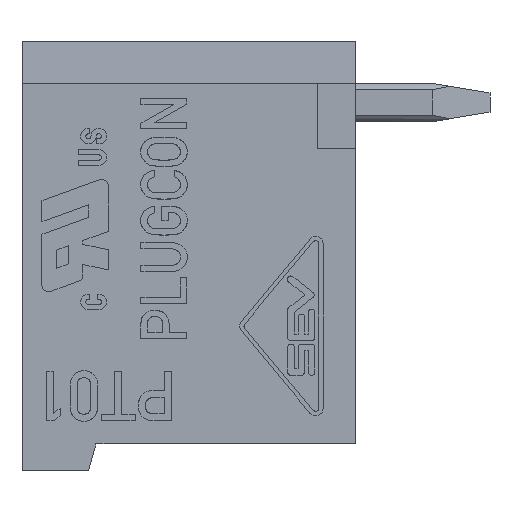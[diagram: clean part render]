
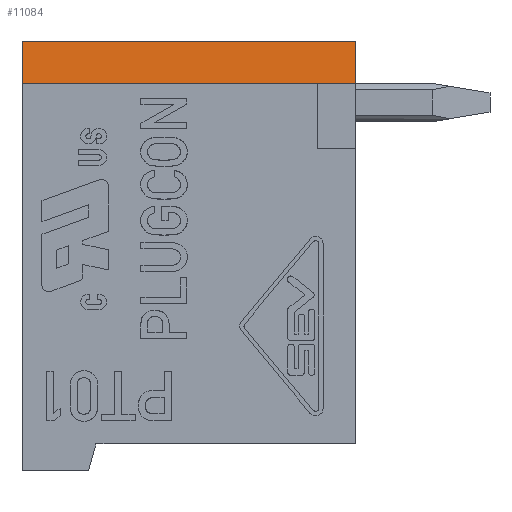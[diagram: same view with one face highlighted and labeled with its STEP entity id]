
A CAD part, left-side view. The second image highlights one B-rep face of the part: STEP entity #11084.
In plain terms, the highlighted planar face has unit normal (-0.996, 0, 0.087).
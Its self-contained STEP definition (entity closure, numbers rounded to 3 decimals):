
#1107=DIRECTION('',(0.,-1.,0.));
#1108=VECTOR('',#1107,7.7);
#1109=CARTESIAN_POINT('',(-8.396,5.6,-1.1));
#1110=LINE('',#1109,#1108);
#1115=DIRECTION('',(0.,1.,0.));
#1116=VECTOR('',#1115,1.);
#1117=CARTESIAN_POINT('',(-8.396,-3.1,-1.1));
#1118=LINE('',#1117,#1116);
#1119=DIRECTION('',(-0.087,0.,-0.996));
#1120=VECTOR('',#1119,1.104);
#1121=CARTESIAN_POINT('',(-8.3,-3.1,0.));
#1122=LINE('',#1121,#1120);
#1207=DIRECTION('',(-0.087,0.,-0.996));
#1208=VECTOR('',#1207,1.104);
#1209=CARTESIAN_POINT('',(-8.3,5.6,0.));
#1210=LINE('',#1209,#1208);
#1686=DIRECTION('',(0.,-1.,0.));
#1687=VECTOR('',#1686,8.7);
#1688=CARTESIAN_POINT('',(-8.3,5.6,0.));
#1689=LINE('',#1688,#1687);
#8626=CARTESIAN_POINT('',(-8.3,5.6,0.));
#8627=CARTESIAN_POINT('',(-8.396,5.6,-1.1));
#8628=VERTEX_POINT('',#8626);
#8629=VERTEX_POINT('',#8627);
#8632=CARTESIAN_POINT('',(-8.3,-3.1,0.));
#8633=VERTEX_POINT('',#8632);
#10087=CARTESIAN_POINT('',(-8.396,-3.1,-1.1));
#10088=VERTEX_POINT('',#10087);
#10091=CARTESIAN_POINT('',(-8.396,-2.1,-1.1));
#10092=VERTEX_POINT('',#10091);
#11069=CARTESIAN_POINT('',(-8.3,5.6,0.));
#11070=DIRECTION('',(0.996,0.,-0.087));
#11071=DIRECTION('',(-0.087,0.,-0.996));
#11072=AXIS2_PLACEMENT_3D('',#11069,#11070,#11071);
#11073=PLANE('',#11072);
#11075=ORIENTED_EDGE('',*,*,#11074,.T.);
#11076=ORIENTED_EDGE('',*,*,#11059,.F.);
#11078=ORIENTED_EDGE('',*,*,#11077,.F.);
#11080=ORIENTED_EDGE('',*,*,#11079,.T.);
#11081=ORIENTED_EDGE('',*,*,#10488,.T.);
#11082=EDGE_LOOP('',(#11075,#11076,#11078,#11080,#11081));
#11083=FACE_OUTER_BOUND('',#11082,.F.);
#11084=ADVANCED_FACE('',(#11083),#11073,.F.);
#10488=EDGE_CURVE('',#8633,#10088,#1122,.T.);
#11059=EDGE_CURVE('',#8629,#10092,#1110,.T.);
#11074=EDGE_CURVE('',#10088,#10092,#1118,.T.);
#11077=EDGE_CURVE('',#8628,#8629,#1210,.T.);
#11079=EDGE_CURVE('',#8628,#8633,#1689,.T.);
